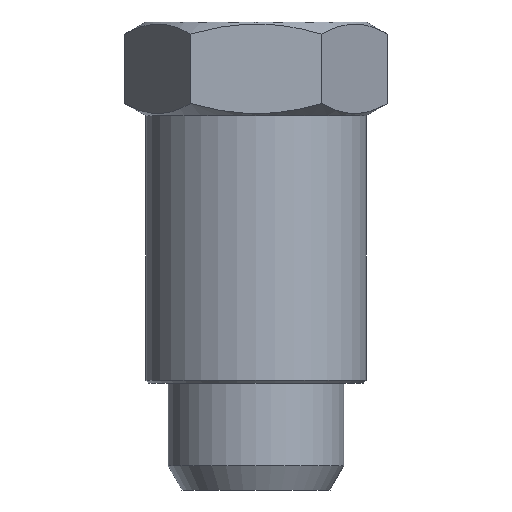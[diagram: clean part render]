
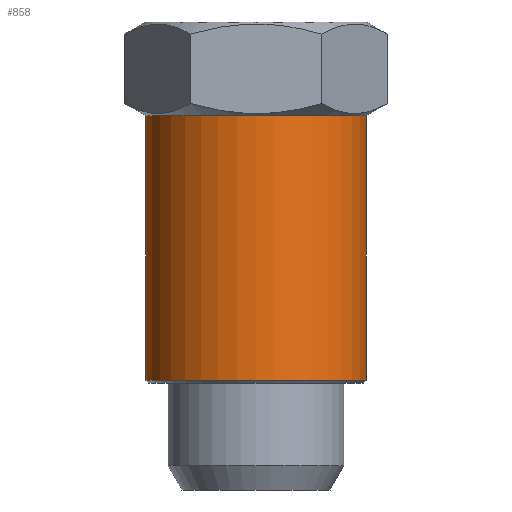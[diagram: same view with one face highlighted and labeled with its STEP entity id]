
A CAD part, front view. The second image highlights one B-rep face of the part: STEP entity #858.
In plain terms, the highlighted cylindrical face has radius 8.25 mm (diameter 16.5 mm), a partial arc.
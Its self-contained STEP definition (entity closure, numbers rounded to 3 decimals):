
#126=CARTESIAN_POINT('',(102.202,0.,36.758));
#127=VERTEX_POINT('',#126);
#143=CARTESIAN_POINT('',(85.701,0.,36.758));
#144=VERTEX_POINT('',#143);
#304=CARTESIAN_POINT('',(102.202,0.,56.558));
#305=VERTEX_POINT('',#304);
#314=CARTESIAN_POINT('',(85.701,0.,56.558));
#315=VERTEX_POINT('',#314);
#382=CARTESIAN_POINT('',(85.701,0.,56.558));
#383=DIRECTION('',(0.0,0.0,-1.0));
#384=VECTOR('',#383,19.8);
#385=LINE('',#382,#384);
#386=EDGE_CURVE('',#315,#144,#385,.T.);
#389=CARTESIAN_POINT('',(102.202,0.,36.758));
#390=DIRECTION('',(0.0,0.0,1.0));
#391=VECTOR('',#390,19.8);
#392=LINE('',#389,#391);
#393=EDGE_CURVE('',#127,#305,#392,.T.);
#817=CARTESIAN_POINT('',(93.951,0.0,56.558));
#818=DIRECTION('',(0.0,0.0,-1.0));
#819=DIRECTION('',(-1.0,0.0,0.0));
#820=AXIS2_PLACEMENT_3D('',#817,#818,#819);
#821=CYLINDRICAL_SURFACE('',#820,8.25);
#822=ORIENTED_EDGE('',*,*,#386,.T.);
#823=CARTESIAN_POINT('',(93.951,-8.25,36.758));
#824=VERTEX_POINT('',#823);
#825=CARTESIAN_POINT('',(93.951,0.0,36.758));
#826=DIRECTION('',(0.0,0.0,1.0));
#827=DIRECTION('',(1.0,0.0,0.0));
#828=AXIS2_PLACEMENT_3D('',#825,#826,#827);
#829=CIRCLE('',#828,8.25);
#830=EDGE_CURVE('',#144,#824,#829,.T.);
#831=ORIENTED_EDGE('',*,*,#830,.T.);
#832=CARTESIAN_POINT('',(93.951,0.0,36.758));
#833=DIRECTION('',(0.0,0.0,1.0));
#834=DIRECTION('',(1.0,0.0,0.0));
#835=AXIS2_PLACEMENT_3D('',#832,#833,#834);
#836=CIRCLE('',#835,8.25);
#837=EDGE_CURVE('',#824,#127,#836,.T.);
#838=ORIENTED_EDGE('',*,*,#837,.T.);
#839=ORIENTED_EDGE('',*,*,#393,.T.);
#840=CARTESIAN_POINT('',(93.951,-8.25,56.558));
#841=VERTEX_POINT('',#840);
#842=CARTESIAN_POINT('',(93.951,0.0,56.558));
#843=DIRECTION('',(0.0,0.0,1.0));
#844=DIRECTION('',(1.0,0.0,0.0));
#845=AXIS2_PLACEMENT_3D('',#842,#843,#844);
#846=CIRCLE('',#845,8.25);
#847=EDGE_CURVE('',#841,#305,#846,.T.);
#848=ORIENTED_EDGE('',*,*,#847,.F.);
#849=CARTESIAN_POINT('',(93.951,0.0,56.558));
#850=DIRECTION('',(0.0,0.0,1.0));
#851=DIRECTION('',(1.0,0.0,0.0));
#852=AXIS2_PLACEMENT_3D('',#849,#850,#851);
#853=CIRCLE('',#852,8.25);
#854=EDGE_CURVE('',#315,#841,#853,.T.);
#855=ORIENTED_EDGE('',*,*,#854,.F.);
#856=EDGE_LOOP('',(#822,#831,#838,#839,#848,#855));
#857=FACE_OUTER_BOUND('',#856,.T.);
#858=ADVANCED_FACE('',(#857),#821,.T.);
